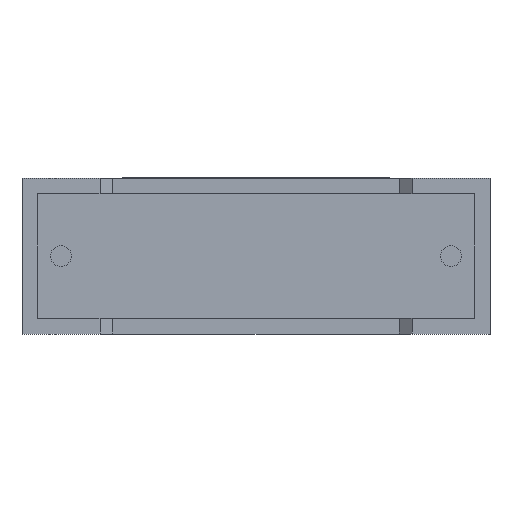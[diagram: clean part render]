
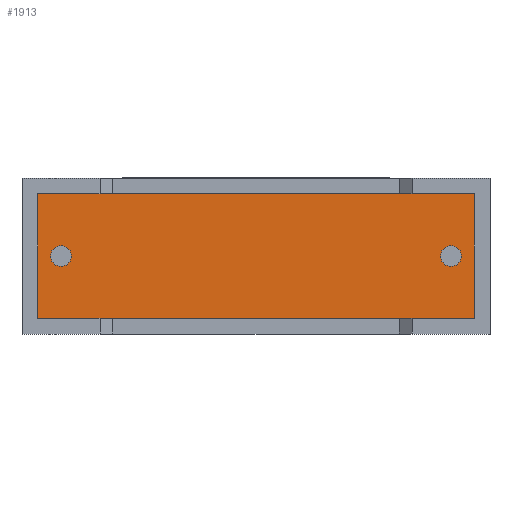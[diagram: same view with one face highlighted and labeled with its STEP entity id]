
A CAD part, front view. The second image highlights one B-rep face of the part: STEP entity #1913.
In plain terms, the highlighted planar face has unit normal (0, -1, 0).
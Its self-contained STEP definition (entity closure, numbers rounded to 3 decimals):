
#16 = CARTESIAN_POINT ( 'NONE',  ( 16.5, 0.75, 3.4 ) ) ;
#134 = CARTESIAN_POINT ( 'NONE',  ( 16.5, 0.75, 3. ) ) ;
#159 = EDGE_LOOP ( 'NONE', ( #1433, #1177, #1895, #1329 ) ) ;
#220 = AXIS2_PLACEMENT_3D ( 'NONE', #134, #350, #1289 ) ;
#231 = CARTESIAN_POINT ( 'NONE',  ( 17.4, 0.75, 5.4 ) ) ;
#287 = LINE ( 'NONE', #1590, #1057 ) ;
#302 = CARTESIAN_POINT ( 'NONE',  ( 16.5, 0.75, 3. ) ) ;
#350 = DIRECTION ( 'NONE',  ( 0., -1., 0. ) ) ;
#399 = CARTESIAN_POINT ( 'NONE',  ( 1.5, 0.75, 3.4 ) ) ;
#446 = ORIENTED_EDGE ( 'NONE', *, *, #653, .F. ) ;
#605 = DIRECTION ( 'NONE',  ( 0., 0., -1. ) ) ;
#653 = EDGE_CURVE ( 'NONE', #969, #2458, #2947, .T. ) ;
#680 = AXIS2_PLACEMENT_3D ( 'NONE', #1556, #862, #1093 ) ;
#728 = EDGE_CURVE ( 'NONE', #2458, #969, #2442, .T. ) ;
#802 = EDGE_CURVE ( 'NONE', #2428, #2984, #287, .T. ) ;
#846 = EDGE_CURVE ( 'NONE', #2984, #1072, #1831, .T. ) ;
#853 = DIRECTION ( 'NONE',  ( 0., -1., 0. ) ) ;
#862 = DIRECTION ( 'NONE',  ( 0., -1., 0. ) ) ;
#969 = VERTEX_POINT ( 'NONE', #3026 ) ;
#1025 = FACE_OUTER_BOUND ( 'NONE', #159, .T. ) ;
#1050 = FACE_BOUND ( 'NONE', #2835, .T. ) ;
#1057 = VECTOR ( 'NONE', #3014, 1000. ) ;
#1072 = VERTEX_POINT ( 'NONE', #2179 ) ;
#1093 = DIRECTION ( 'NONE',  ( 0., 0., -1. ) ) ;
#1095 = VERTEX_POINT ( 'NONE', #1781 ) ;
#1105 = AXIS2_PLACEMENT_3D ( 'NONE', #302, #1467, #1496 ) ;
#1114 = AXIS2_PLACEMENT_3D ( 'NONE', #1936, #2419, #1949 ) ;
#1118 = VECTOR ( 'NONE', #2745, 1000. ) ;
#1177 = ORIENTED_EDGE ( 'NONE', *, *, #1916, .T. ) ;
#1239 = CARTESIAN_POINT ( 'NONE',  ( 17.4, 0.75, 0.6 ) ) ;
#1289 = DIRECTION ( 'NONE',  ( 0., 0., -1. ) ) ;
#1329 = ORIENTED_EDGE ( 'NONE', *, *, #802, .T. ) ;
#1358 = VECTOR ( 'NONE', #2774, 1000. ) ;
#1423 = DIRECTION ( 'NONE',  ( 0., 0., 1. ) ) ;
#1433 = ORIENTED_EDGE ( 'NONE', *, *, #846, .T. ) ;
#1467 = DIRECTION ( 'NONE',  ( 0., -1., 0. ) ) ;
#1496 = DIRECTION ( 'NONE',  ( 0., 0., -1. ) ) ;
#1546 = CARTESIAN_POINT ( 'NONE',  ( 0.6, 0.75, 0.6 ) ) ;
#1556 = CARTESIAN_POINT ( 'NONE',  ( 1.5, 0.75, 3. ) ) ;
#1590 = CARTESIAN_POINT ( 'NONE',  ( 17.4, 0.75, 5.4 ) ) ;
#1659 = LINE ( 'NONE', #1239, #2556 ) ;
#1660 = AXIS2_PLACEMENT_3D ( 'NONE', #2730, #853, #605 ) ;
#1781 = CARTESIAN_POINT ( 'NONE',  ( 1.5, 0.75, 2.6 ) ) ;
#1788 = FACE_BOUND ( 'NONE', #2055, .T. ) ;
#1815 = CIRCLE ( 'NONE', #1114, 0.4 ) ;
#1829 = EDGE_CURVE ( 'NONE', #1095, #2571, #1815, .T. ) ;
#1831 = LINE ( 'NONE', #2057, #1358 ) ;
#1845 = EDGE_CURVE ( 'NONE', #2119, #2428, #1659, .T. ) ;
#1895 = ORIENTED_EDGE ( 'NONE', *, *, #1845, .T. ) ;
#1913 = ADVANCED_FACE ( 'NONE', ( #1788, #1025, #1050 ), #2492, .T. ) ;
#1916 = EDGE_CURVE ( 'NONE', #1072, #2119, #2221, .T. ) ;
#1936 = CARTESIAN_POINT ( 'NONE',  ( 1.5, 0.75, 3. ) ) ;
#1949 = DIRECTION ( 'NONE',  ( 0., 0., -1. ) ) ;
#2005 = CIRCLE ( 'NONE', #680, 0.4 ) ;
#2055 = EDGE_LOOP ( 'NONE', ( #2955, #446 ) ) ;
#2057 = CARTESIAN_POINT ( 'NONE',  ( 0.6, 0.75, 5.4 ) ) ;
#2119 = VERTEX_POINT ( 'NONE', #2214 ) ;
#2179 = CARTESIAN_POINT ( 'NONE',  ( 0.6, 0.75, 0.6 ) ) ;
#2207 = EDGE_CURVE ( 'NONE', #2571, #1095, #2005, .T. ) ;
#2214 = CARTESIAN_POINT ( 'NONE',  ( 17.4, 0.75, 0.6 ) ) ;
#2221 = LINE ( 'NONE', #1546, #1118 ) ;
#2380 = ORIENTED_EDGE ( 'NONE', *, *, #1829, .F. ) ;
#2419 = DIRECTION ( 'NONE',  ( 0., -1., 0. ) ) ;
#2428 = VERTEX_POINT ( 'NONE', #231 ) ;
#2442 = CIRCLE ( 'NONE', #1105, 0.4 ) ;
#2458 = VERTEX_POINT ( 'NONE', #16 ) ;
#2492 = PLANE ( 'NONE',  #1660 ) ;
#2530 = CARTESIAN_POINT ( 'NONE',  ( 0.6, 0.75, 5.4 ) ) ;
#2536 = ORIENTED_EDGE ( 'NONE', *, *, #2207, .F. ) ;
#2556 = VECTOR ( 'NONE', #1423, 1000. ) ;
#2571 = VERTEX_POINT ( 'NONE', #399 ) ;
#2730 = CARTESIAN_POINT ( 'NONE',  ( 0., 0.75, 0. ) ) ;
#2745 = DIRECTION ( 'NONE',  ( 1., 0., 0. ) ) ;
#2774 = DIRECTION ( 'NONE',  ( 0., 0., -1. ) ) ;
#2835 = EDGE_LOOP ( 'NONE', ( #2536, #2380 ) ) ;
#2947 = CIRCLE ( 'NONE', #220, 0.4 ) ;
#2955 = ORIENTED_EDGE ( 'NONE', *, *, #728, .F. ) ;
#2984 = VERTEX_POINT ( 'NONE', #2530 ) ;
#3014 = DIRECTION ( 'NONE',  ( -1., 0., 0. ) ) ;
#3026 = CARTESIAN_POINT ( 'NONE',  ( 16.5, 0.75, 2.6 ) ) ;
